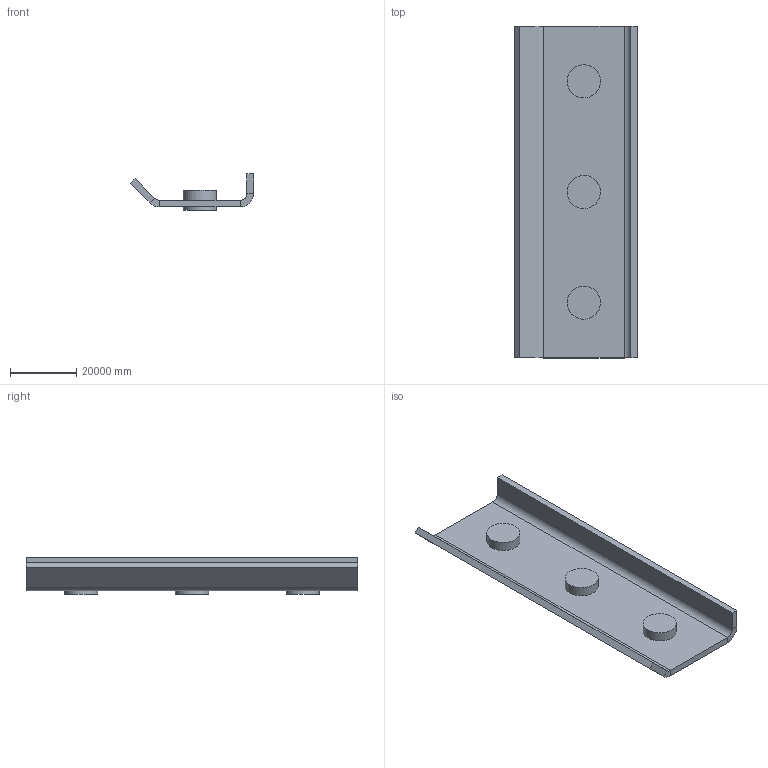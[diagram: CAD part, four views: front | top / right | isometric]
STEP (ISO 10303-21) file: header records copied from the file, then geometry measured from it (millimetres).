
FILE_DESCRIPTION ((), '1');
FILE_NAME ('g22813', '2012-07-23T18:09:43', ('Unknown'), ('Unknown'), 'HarmonyWare STEP v1.9.8', 'HarmonyWare Translators', '');
FILE_SCHEMA (('CONFIG_CONTROL_DESIGN'));
Length unit declared in the file: metre
Products named in the file (18): part-A; part-B; part-C; bend-BC; bend-AB; line; pt; cylinder; hole 0; hole 1; hole 2; simple-bracket
Assembly tree (17 placements, depth 3):
  simple-bracket
    part-A
    part-B
    part-C
    bend-BC
    bend-AB
    hole 0
      line
      pt
      cylinder
    hole 1
      line
      pt
      cylinder
    hole 2
      line
      pt
      cylinder
Bounding box: 37071.07 x 100000 x 11000 mm (x, y, z)
Volume: 10103627671238.6 mm3; surface area: 12089165921.6 mm2
Topology: 8 solids, 8 shells, 42 faces, 81 edges, 61 vertices
Faces by surface type: bspline 42
Entity records: 3496 total; most frequent: CARTESIAN_POINT 611, PERSON 178, ORGANIZATION 178, PERSON_AND_ORGANIZATION 178, ORIENTED_EDGE 156, CALENDAR_DATE 124, COORDINATED_UNIVERSAL_TIME_OFFSET 124, LOCAL_TIME 124
